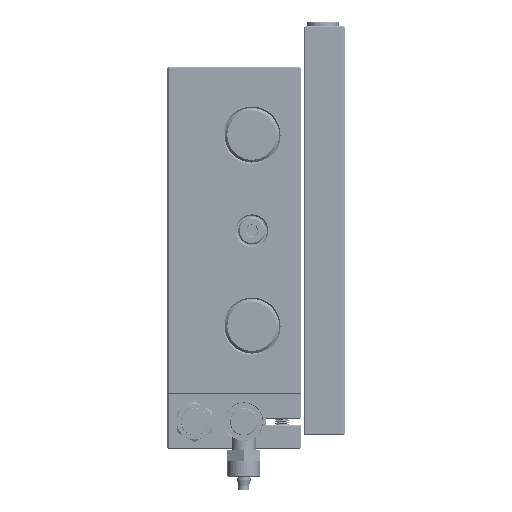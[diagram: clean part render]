
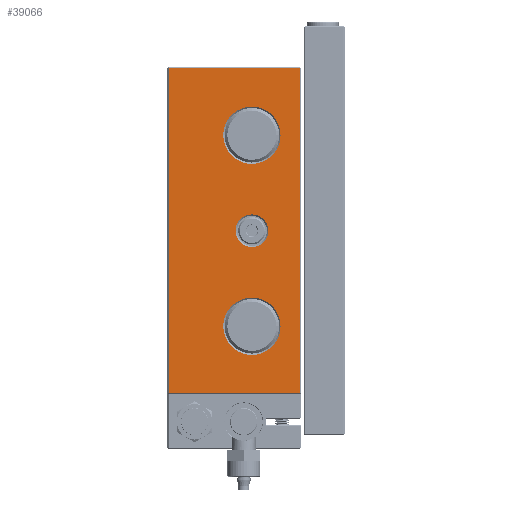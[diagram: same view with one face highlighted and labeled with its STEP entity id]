
A CAD part, left-side view. The second image highlights one B-rep face of the part: STEP entity #39066.
In plain terms, the highlighted planar face has unit normal (-1, 0, 0).
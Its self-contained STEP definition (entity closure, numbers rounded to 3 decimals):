
#442=FACE_BOUND('',#5788,.T.);
#443=FACE_BOUND('',#5789,.T.);
#444=FACE_BOUND('',#5790,.T.);
#719=PLANE('',#41286);
#3401=FACE_OUTER_BOUND('',#5787,.T.);
#5787=EDGE_LOOP('',(#33319,#33320,#33321,#33322));
#5788=EDGE_LOOP('',(#33323));
#5789=EDGE_LOOP('',(#33324));
#5790=EDGE_LOOP('',(#33325));
#6509=CIRCLE('',#41287,10.5);
#6510=CIRCLE('',#41288,10.5);
#6511=CIRCLE('',#41289,6.);
#11840=LINE('',#211116,#13619);
#11845=LINE('',#211126,#13624);
#11863=LINE('',#211160,#13642);
#11865=LINE('',#211163,#13644);
#13619=VECTOR('',#46502,10.);
#13624=VECTOR('',#46511,10.);
#13642=VECTOR('',#46543,10.);
#13644=VECTOR('',#46547,10.);
#17264=VERTEX_POINT('',#211083);
#17276=VERTEX_POINT('',#211112);
#17277=VERTEX_POINT('',#211119);
#17288=VERTEX_POINT('',#211155);
#17399=VERTEX_POINT('',#212243);
#17400=VERTEX_POINT('',#212245);
#17401=VERTEX_POINT('',#212247);
#22841=EDGE_CURVE('',#17264,#17276,#11840,.T.);
#22846=EDGE_CURVE('',#17277,#17264,#11845,.T.);
#22864=EDGE_CURVE('',#17276,#17288,#11863,.T.);
#22866=EDGE_CURVE('',#17288,#17277,#11865,.T.);
#23038=EDGE_CURVE('',#17399,#17399,#6509,.T.);
#23039=EDGE_CURVE('',#17400,#17400,#6510,.T.);
#23040=EDGE_CURVE('',#17401,#17401,#6511,.T.);
#33319=ORIENTED_EDGE('',*,*,#22841,.F.);
#33320=ORIENTED_EDGE('',*,*,#22846,.F.);
#33321=ORIENTED_EDGE('',*,*,#22866,.F.);
#33322=ORIENTED_EDGE('',*,*,#22864,.F.);
#33323=ORIENTED_EDGE('',*,*,#23038,.F.);
#33324=ORIENTED_EDGE('',*,*,#23039,.F.);
#33325=ORIENTED_EDGE('',*,*,#23040,.F.);
#39066=ADVANCED_FACE('',(#3401,#442,#443,#444),#719,.T.);
#41286=AXIS2_PLACEMENT_3D('',#212242,#46743,#46744);
#41287=AXIS2_PLACEMENT_3D('',#212244,#46745,#46746);
#41288=AXIS2_PLACEMENT_3D('',#212246,#46747,#46748);
#41289=AXIS2_PLACEMENT_3D('',#212248,#46749,#46750);
#46502=DIRECTION('',(0.,1.,0.));
#46511=DIRECTION('',(0.,0.,-1.));
#46543=DIRECTION('',(0.,0.,1.));
#46547=DIRECTION('',(0.,-1.,0.));
#46743=DIRECTION('center_axis',(-1.,0.,0.));
#46744=DIRECTION('ref_axis',(0.,-1.,0.));
#46745=DIRECTION('center_axis',(-1.,0.,0.));
#46746=DIRECTION('ref_axis',(0.,0.,-1.));
#46747=DIRECTION('center_axis',(-1.,0.,0.));
#46748=DIRECTION('ref_axis',(0.,0.,-1.));
#46749=DIRECTION('center_axis',(-1.,0.,0.));
#46750=DIRECTION('ref_axis',(0.,1.,0.));
#211083=CARTESIAN_POINT('',(0.,0.5,0.5));
#211112=CARTESIAN_POINT('',(0.,48.5,0.5));
#211116=CARTESIAN_POINT('',(0.,36.75,0.5));
#211119=CARTESIAN_POINT('',(0.,0.5,119.5));
#211126=CARTESIAN_POINT('',(0.,0.5,0.));
#211155=CARTESIAN_POINT('',(0.,48.5,119.5));
#211160=CARTESIAN_POINT('',(0.,48.5,0.));
#211163=CARTESIAN_POINT('',(0.,36.75,119.5));
#212242=CARTESIAN_POINT('Origin',(0.,49.,0.));
#212243=CARTESIAN_POINT('',(0.,18.,105.5));
#212244=CARTESIAN_POINT('Origin',(0.,18.,95.));
#212245=CARTESIAN_POINT('',(0.,18.,35.5));
#212246=CARTESIAN_POINT('Origin',(0.,18.,25.));
#212247=CARTESIAN_POINT('',(0.,12.,60.));
#212248=CARTESIAN_POINT('Origin',(0.,18.,60.));
